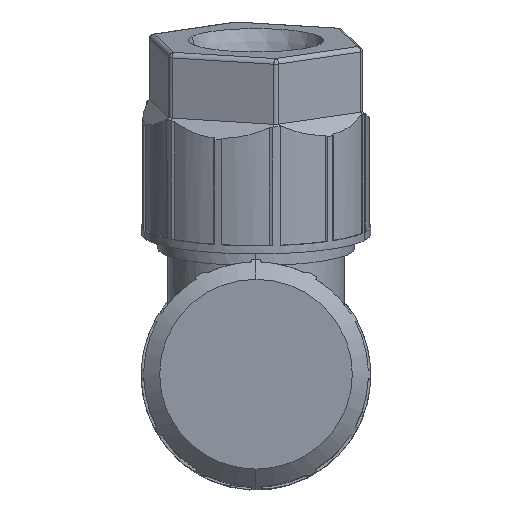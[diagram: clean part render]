
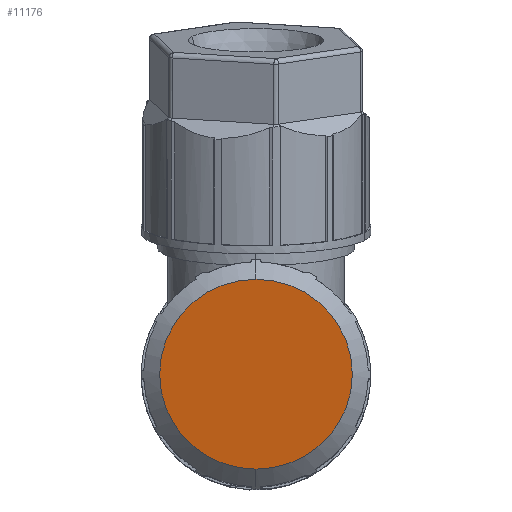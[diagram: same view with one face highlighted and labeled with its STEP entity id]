
A CAD part, top view. The second image highlights one B-rep face of the part: STEP entity #11176.
In plain terms, the highlighted planar face has unit normal (0, -0.174, 0.985).
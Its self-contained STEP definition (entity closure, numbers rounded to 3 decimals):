
#11156=AXIS2_PLACEMENT_3D('Plane Axis2P3D',#11153,#11154,#11155) ;
#11160=AXIS2_PLACEMENT_3D('Circle Axis2P3D',#11158,#11159,$) ;
#11169=AXIS2_PLACEMENT_3D('Circle Axis2P3D',#11167,#11168,$) ;
#11153=CARTESIAN_POINT('Axis2P3D Location',(66.927,-55.924,30.566)) ;
#11158=CARTESIAN_POINT('Axis2P3D Location',(7.,7.,41.661)) ;
#11162=CARTESIAN_POINT('Vertex',(7.,12.786,42.682)) ;
#11164=CARTESIAN_POINT('Vertex',(7.,1.214,40.641)) ;
#11167=CARTESIAN_POINT('Axis2P3D Location',(7.,7.,41.661)) ;
#11154=DIRECTION('Axis2P3D Direction',(0.,-0.174,0.985)) ;
#11155=DIRECTION('Axis2P3D XDirection',(0.,-0.985,-0.174)) ;
#11159=DIRECTION('Axis2P3D Direction',(0.,-0.174,0.985)) ;
#11168=DIRECTION('Axis2P3D Direction',(0.,-0.174,0.985)) ;
#11173=ORIENTED_EDGE('',*,*,#11166,.T.) ;
#11174=ORIENTED_EDGE('',*,*,#11171,.T.) ;
#11176=ADVANCED_FACE('Hauptk\X2\00F6\X0\rper',(#11175),#11157,.T.) ;
#11161=CIRCLE('generated circle',#11160,5.875) ;
#11170=CIRCLE('generated circle',#11169,5.875) ;
#11166=EDGE_CURVE('',#11163,#11165,#11161,.T.) ;
#11171=EDGE_CURVE('',#11165,#11163,#11170,.T.) ;
#11172=EDGE_LOOP('',(#11173,#11174)) ;
#11175=FACE_OUTER_BOUND('',#11172,.T.) ;
#11157=PLANE('',#11156) ;
#11163=VERTEX_POINT('',#11162) ;
#11165=VERTEX_POINT('',#11164) ;
